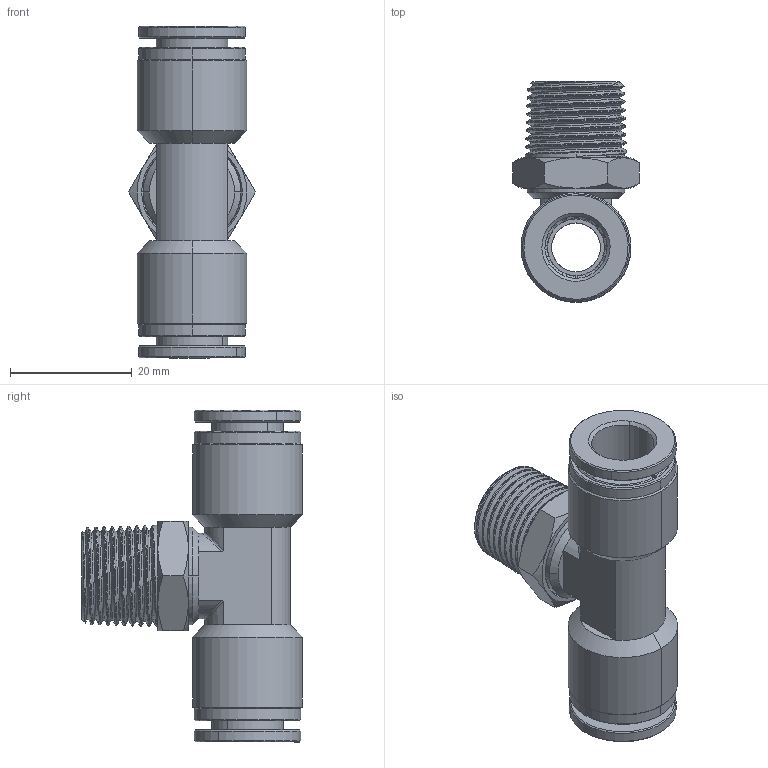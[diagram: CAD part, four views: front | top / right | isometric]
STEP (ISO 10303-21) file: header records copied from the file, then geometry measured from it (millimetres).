
FILE_DESCRIPTION (( 'STEP AP214' ), '1' );
FILE_NAME ('BTS10R3-8W.STEP', '2018-07-24T19:27:26', ( '' ), ( '' ), 'SwSTEP 2.0', 'SolidWorks 2016', '' );
FILE_SCHEMA (( 'AUTOMOTIVE_DESIGN' ));
Length unit declared in the file: millimetre
Products named in the file (1): BTS10R3-8W
Bounding box: 20.78 x 36.2 x 54.44 mm (x, y, z)
Volume: 8933.5 mm3; surface area: 14867.5 mm2
Topology: 12 solids, 12 shells, 982 faces, 2720 edges, 1773 vertices
Faces by surface type: plane 349, cone 307, bspline 162, cylinder 160, torus 4
Entity records: 53960 total; most frequent: CARTESIAN_POINT 20169, ORIENTED_EDGE 5436, DIRECTION 3969, EDGE_CURVE 2718, VERTEX_POINT 1773, AXIS2_PLACEMENT_3D 1594, B_SPLINE_CURVE_WITH_KNOTS 1132, EDGE_LOOP 1021
